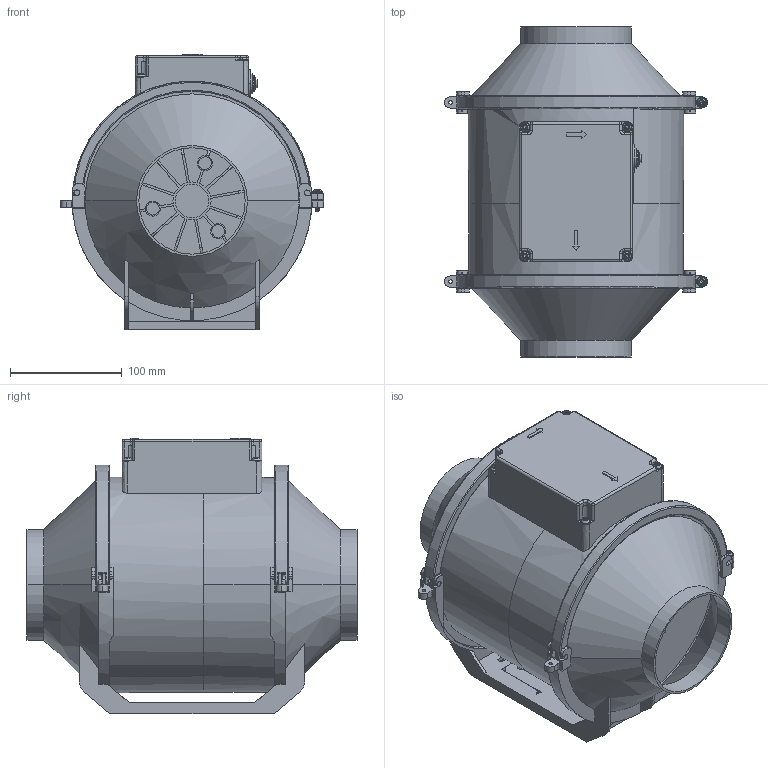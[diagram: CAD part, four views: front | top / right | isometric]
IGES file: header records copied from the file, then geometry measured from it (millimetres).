
Start section: Elysium IGES Interface
Global section: file name: HDR10.igs; native system: PTC Creo Elements/Direct Modeling 19.0C  15-Aug-2015; preprocessor: Creo Element/Direct IGES_3D V2.2; author: Unknown; organization: Unknown; date: 20190703.093820; units: millimetre
Bounding box: 235 x 294.85 x 246 mm (x, y, z)
Volume: 5553752.9 mm3; surface area: 508977.2 mm2
Topology: 7 solids, 7 shells, 1999 faces, 5443 edges, 3449 vertices
Faces by surface type: bspline 1999
